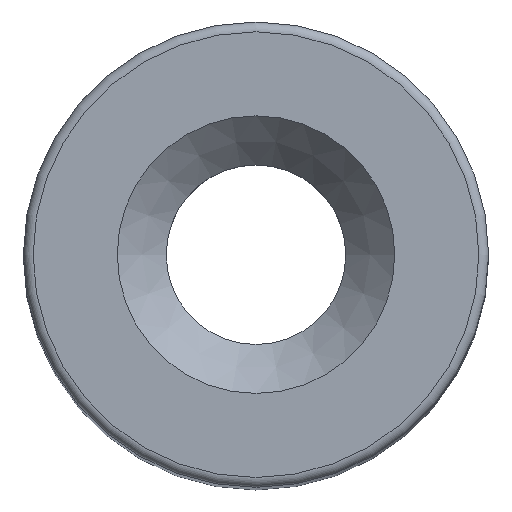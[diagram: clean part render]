
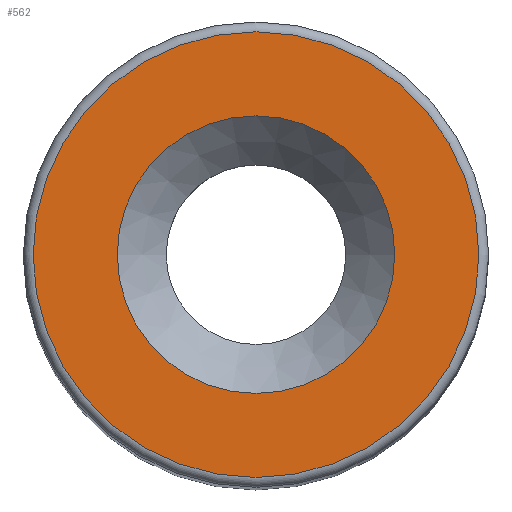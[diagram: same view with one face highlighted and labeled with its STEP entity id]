
A CAD part, top view. The second image highlights one B-rep face of the part: STEP entity #562.
In plain terms, the highlighted planar face has unit normal (0, 0, 1).
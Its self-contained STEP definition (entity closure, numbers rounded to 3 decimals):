
#22=FACE_BOUND('',#84,.T.);
#25=PLANE('',#617);
#51=FACE_OUTER_BOUND('',#83,.T.);
#83=EDGE_LOOP('',(#435));
#84=EDGE_LOOP('',(#436));
#103=CIRCLE('',#615,8.5);
#105=CIRCLE('',#618,13.65);
#256=VERTEX_POINT('',#1901);
#258=VERTEX_POINT('',#1907);
#329=EDGE_CURVE('',#256,#256,#103,.T.);
#332=EDGE_CURVE('',#258,#258,#105,.T.);
#435=ORIENTED_EDGE('',*,*,#332,.F.);
#436=ORIENTED_EDGE('',*,*,#329,.F.);
#562=ADVANCED_FACE('',(#51,#22),#25,.T.);
#615=AXIS2_PLACEMENT_3D('',#1902,#711,#712);
#617=AXIS2_PLACEMENT_3D('',#1906,#716,#717);
#618=AXIS2_PLACEMENT_3D('',#1908,#718,#719);
#711=DIRECTION('center_axis',(0.,0.,1.));
#712=DIRECTION('ref_axis',(1.,0.,0.));
#716=DIRECTION('center_axis',(0.,0.,1.));
#717=DIRECTION('ref_axis',(1.,0.,0.));
#718=DIRECTION('center_axis',(0.,0.,-1.));
#719=DIRECTION('ref_axis',(1.,0.,0.));
#1901=CARTESIAN_POINT('',(-8.5,0.,94.));
#1902=CARTESIAN_POINT('Origin',(0.,0.,94.));
#1906=CARTESIAN_POINT('Origin',(0.,0.,94.));
#1907=CARTESIAN_POINT('',(-13.65,0.,94.));
#1908=CARTESIAN_POINT('Origin',(0.,0.,94.));
